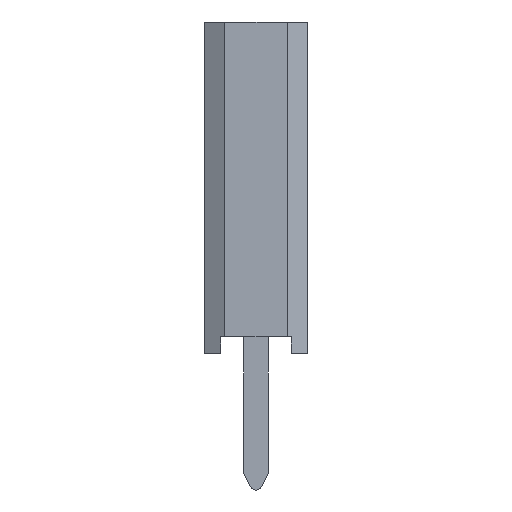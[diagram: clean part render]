
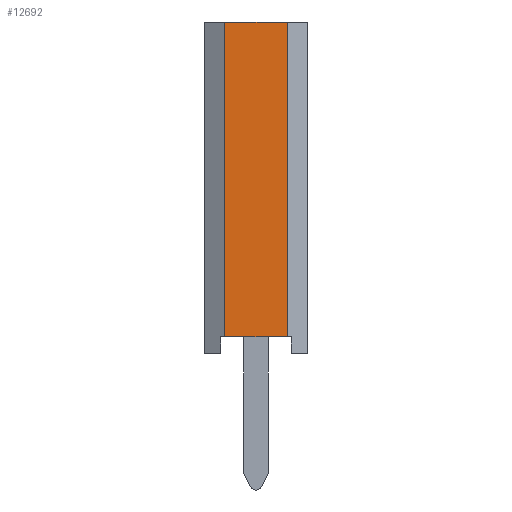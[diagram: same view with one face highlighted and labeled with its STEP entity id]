
A CAD part, front view. The second image highlights one B-rep face of the part: STEP entity #12692.
In plain terms, the highlighted planar face has unit normal (0, -1, 0).
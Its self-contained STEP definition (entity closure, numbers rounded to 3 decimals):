
#1009=FACE_OUTER_BOUND('',#1742,.T.);
#1742=EDGE_LOOP('',(#8410,#8411,#8412,#8413));
#2547=LINE('',#18795,#3894);
#2548=LINE('',#18797,#3895);
#2549=LINE('',#18799,#3896);
#2550=LINE('',#18800,#3897);
#3894=VECTOR('',#14807,7.6);
#3895=VECTOR('',#14808,10.);
#3896=VECTOR('',#14809,7.6);
#3897=VECTOR('',#14810,10.);
#5241=VERTEX_POINT('',#18793);
#5242=VERTEX_POINT('',#18794);
#5243=VERTEX_POINT('',#18796);
#5244=VERTEX_POINT('',#18798);
#6478=EDGE_CURVE('',#5241,#5242,#2547,.T.);
#6479=EDGE_CURVE('',#5243,#5242,#2548,.T.);
#6480=EDGE_CURVE('',#5244,#5243,#2549,.T.);
#6481=EDGE_CURVE('',#5241,#5244,#2550,.T.);
#8410=ORIENTED_EDGE('',*,*,#6478,.T.);
#8411=ORIENTED_EDGE('',*,*,#6479,.F.);
#8412=ORIENTED_EDGE('',*,*,#6480,.F.);
#8413=ORIENTED_EDGE('',*,*,#6481,.F.);
#12274=PLANE('',#13482);
#12692=ADVANCED_FACE('',(#1009),#12274,.T.);
#13482=AXIS2_PLACEMENT_3D('',#18792,#14805,#14806);
#14805=DIRECTION('center_axis',(0.,-1.,0.));
#14806=DIRECTION('ref_axis',(0.,0.,
-1.));
#14807=DIRECTION('',(0.,0.,-1.));
#14808=DIRECTION('',(-1.,0.,0.));
#14809=DIRECTION('',(0.,0.,-1.));
#14810=DIRECTION('',(1.,0.,0.));
#18792=CARTESIAN_POINT('Origin',(0.,-21.59,
2.35));
#18793=CARTESIAN_POINT('',(-0.75,-21.59,8.));
#18794=CARTESIAN_POINT('',(-0.75,-21.59,0.4));
#18795=CARTESIAN_POINT('',(-0.75,-21.59,8.));
#18796=CARTESIAN_POINT('',(0.75,-21.59,0.4));
#18797=CARTESIAN_POINT('',(0.625,-21.59,0.4));
#18798=CARTESIAN_POINT('',(0.75,-21.59,8.));
#18799=CARTESIAN_POINT('',(0.75,-21.59,8.));
#18800=CARTESIAN_POINT('',(0.625,-21.59,8.));
